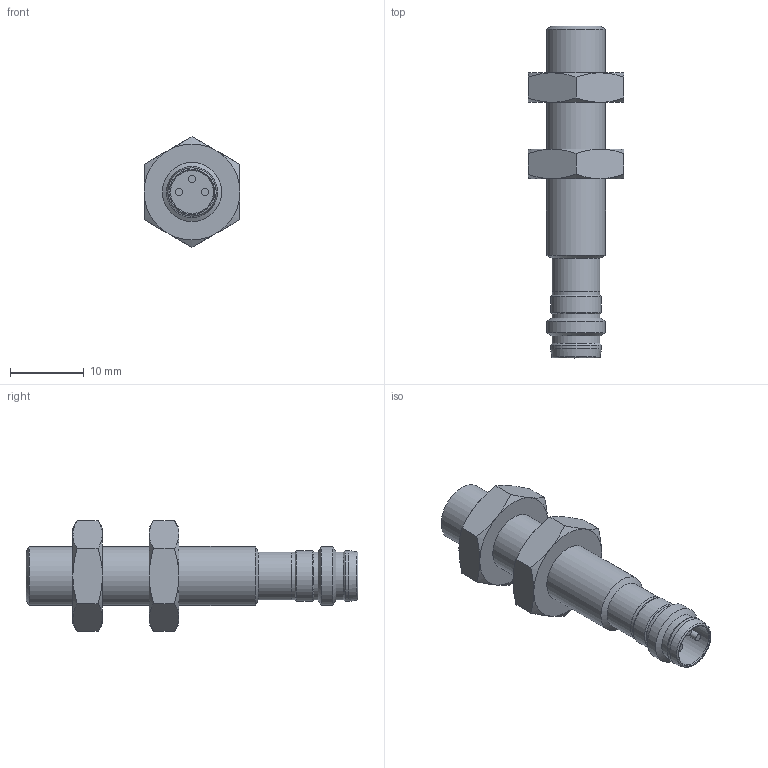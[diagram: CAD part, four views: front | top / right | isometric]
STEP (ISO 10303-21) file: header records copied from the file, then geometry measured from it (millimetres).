
FILE_DESCRIPTION (( 'STEP AP214' ), '1' );
FILE_NAME ('PAE-AP-1F.STEP', '2023-10-10T17:11:39', ( '' ), ( '' ), 'SwSTEP 2.0', 'SolidWorks 2023', '' );
FILE_SCHEMA (( 'AUTOMOTIVE_DESIGN' ));
Length unit declared in the file: inch
Products named in the file (1): PAE-AP-1F
Bounding box: 13 x 45 x 15.01 mm (x, y, z)
Volume: 2706.2 mm3; surface area: 2239.2 mm2
Topology: 3 solids, 3 shells, 77 faces, 159 edges, 97 vertices
Faces by surface type: cone 32, plane 27, cylinder 14, bspline 4
Full cylindrical faces by diameter (mm): 1 x3, 5.8 x1, 6.46 x1, 6.5 x3, 6.8 x1, 6.9 x1, 8 x4
Entity records: 1995 total; most frequent: CARTESIAN_POINT 562, DIRECTION 276, ORIENTED_EDGE 244, AXIS2_PLACEMENT_3D 132, EDGE_CURVE 122, EDGE_LOOP 116, FACE_OUTER_BOUND 95, VERTEX_POINT 86
